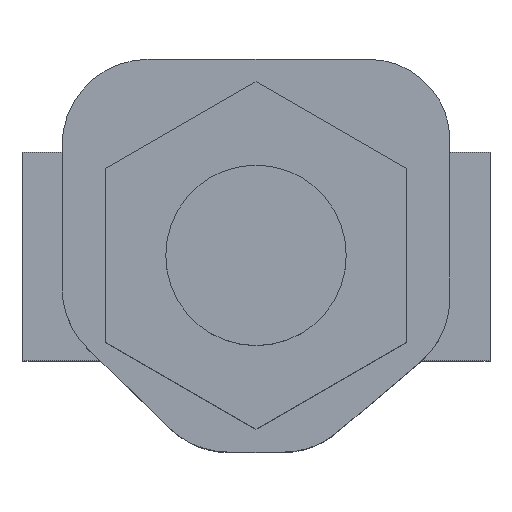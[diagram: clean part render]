
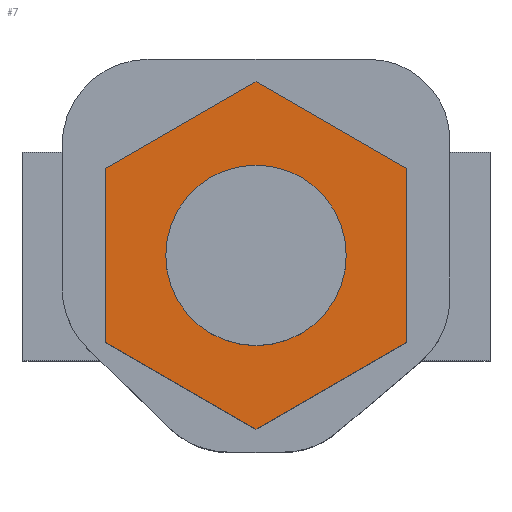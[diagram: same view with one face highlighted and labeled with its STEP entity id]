
A CAD part, top view. The second image highlights one B-rep face of the part: STEP entity #7.
In plain terms, the highlighted planar face has unit normal (0, 0, 1).
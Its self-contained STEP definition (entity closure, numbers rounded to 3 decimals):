
#7 = ADVANCED_FACE ( 'NONE', ( #887, #268 ), #872, .T. ) ;
#55 = CARTESIAN_POINT ( 'NONE',  ( 9., 5.196, 47.905 ) ) ;
#80 = DIRECTION ( 'NONE',  ( 0., 0., 1. ) ) ;
#133 = CIRCLE ( 'NONE', #1022, 5.4 ) ;
#156 = CARTESIAN_POINT ( 'NONE',  ( 9., 5.196, 47.905 ) ) ;
#187 = VECTOR ( 'NONE', #569, 1000. ) ;
#188 = DIRECTION ( 'NONE',  ( 0., -1., 0. ) ) ;
#246 = ORIENTED_EDGE ( 'NONE', *, *, #1483, .F. ) ;
#268 = FACE_OUTER_BOUND ( 'NONE', #1794, .T. ) ;
#273 = LINE ( 'NONE', #1323, #187 ) ;
#288 = CARTESIAN_POINT ( 'NONE',  ( -9., -5.196, 47.905 ) ) ;
#292 = VERTEX_POINT ( 'NONE', #1206 ) ;
#306 = CARTESIAN_POINT ( 'NONE',  ( 9., -5.196, 47.905 ) ) ;
#335 = CARTESIAN_POINT ( 'NONE',  ( 0., -10.392, 47.905 ) ) ;
#350 = DIRECTION ( 'NONE',  ( 1., 0., 0. ) ) ;
#361 = EDGE_CURVE ( 'NONE', #719, #1877, #133, .T. ) ;
#428 = ORIENTED_EDGE ( 'NONE', *, *, #451, .F. ) ;
#439 = VERTEX_POINT ( 'NONE', #1981 ) ;
#451 = EDGE_CURVE ( 'NONE', #292, #1273, #1220, .T. ) ;
#465 = CARTESIAN_POINT ( 'NONE',  ( 9., -5.196, 47.905 ) ) ;
#495 = LINE ( 'NONE', #335, #1555 ) ;
#563 = CARTESIAN_POINT ( 'NONE',  ( -9., 5.196, 47.905 ) ) ;
#569 = DIRECTION ( 'NONE',  ( 0.866, 0.5, 0. ) ) ;
#574 = EDGE_CURVE ( 'NONE', #1877, #719, #695, .T. ) ;
#590 = DIRECTION ( 'NONE',  ( 0., -1., 0. ) ) ;
#614 = VERTEX_POINT ( 'NONE', #1286 ) ;
#632 = DIRECTION ( 'NONE',  ( 0., 0., 1. ) ) ;
#670 = VECTOR ( 'NONE', #1940, 1000. ) ;
#695 = CIRCLE ( 'NONE', #1411, 5.4 ) ;
#706 = CARTESIAN_POINT ( 'NONE',  ( -5.4, 0., 47.905 ) ) ;
#719 = VERTEX_POINT ( 'NONE', #706 ) ;
#779 = CARTESIAN_POINT ( 'NONE',  ( 0., 0., 47.905 ) ) ;
#791 = CARTESIAN_POINT ( 'NONE',  ( 5.4, 0., 47.905 ) ) ;
#810 = DIRECTION ( 'NONE',  ( 1., 0., 0. ) ) ;
#822 = EDGE_LOOP ( 'NONE', ( #1010, #1277 ) ) ;
#872 = PLANE ( 'NONE',  #1899 ) ;
#887 = FACE_BOUND ( 'NONE', #822, .T. ) ;
#896 = ORIENTED_EDGE ( 'NONE', *, *, #1705, .F. ) ;
#922 = EDGE_CURVE ( 'NONE', #614, #439, #495, .T. ) ;
#943 = DIRECTION ( 'NONE',  ( -0.866, 0.5, 0. ) ) ;
#955 = VECTOR ( 'NONE', #1547, 1000. ) ;
#995 = EDGE_CURVE ( 'NONE', #1273, #1440, #1534, .T. ) ;
#1010 = ORIENTED_EDGE ( 'NONE', *, *, #361, .F. ) ;
#1022 = AXIS2_PLACEMENT_3D ( 'NONE', #779, #632, #350 ) ;
#1024 = DIRECTION ( 'NONE',  ( 0., 0., 1. ) ) ;
#1110 = LINE ( 'NONE', #465, #1578 ) ;
#1182 = VERTEX_POINT ( 'NONE', #1576 ) ;
#1206 = CARTESIAN_POINT ( 'NONE',  ( 0., 10.392, 47.905 ) ) ;
#1220 = LINE ( 'NONE', #1569, #955 ) ;
#1273 = VERTEX_POINT ( 'NONE', #55 ) ;
#1277 = ORIENTED_EDGE ( 'NONE', *, *, #574, .F. ) ;
#1286 = CARTESIAN_POINT ( 'NONE',  ( 0., -10.392, 47.905 ) ) ;
#1323 = CARTESIAN_POINT ( 'NONE',  ( -9., 5.196, 47.905 ) ) ;
#1411 = AXIS2_PLACEMENT_3D ( 'NONE', #1741, #80, #810 ) ;
#1440 = VERTEX_POINT ( 'NONE', #306 ) ;
#1483 = EDGE_CURVE ( 'NONE', #1182, #292, #273, .T. ) ;
#1534 = LINE ( 'NONE', #156, #1649 ) ;
#1547 = DIRECTION ( 'NONE',  ( 0.866, -0.5, 0. ) ) ;
#1555 = VECTOR ( 'NONE', #943, 1000. ) ;
#1569 = CARTESIAN_POINT ( 'NONE',  ( 0., 10.392, 47.905 ) ) ;
#1576 = CARTESIAN_POINT ( 'NONE',  ( -9., 5.196, 47.905 ) ) ;
#1578 = VECTOR ( 'NONE', #1865, 1000. ) ;
#1582 = ORIENTED_EDGE ( 'NONE', *, *, #995, .F. ) ;
#1649 = VECTOR ( 'NONE', #188, 1000. ) ;
#1705 = EDGE_CURVE ( 'NONE', #439, #1182, #1787, .T. ) ;
#1741 = CARTESIAN_POINT ( 'NONE',  ( 0., 0., 47.905 ) ) ;
#1744 = ORIENTED_EDGE ( 'NONE', *, *, #1971, .F. ) ;
#1787 = LINE ( 'NONE', #288, #670 ) ;
#1794 = EDGE_LOOP ( 'NONE', ( #1946, #1744, #1582, #428, #246, #896 ) ) ;
#1865 = DIRECTION ( 'NONE',  ( -0.866, -0.5, 0. ) ) ;
#1877 = VERTEX_POINT ( 'NONE', #791 ) ;
#1899 = AXIS2_PLACEMENT_3D ( 'NONE', #563, #1024, #590 ) ;
#1940 = DIRECTION ( 'NONE',  ( 0., 1., 0. ) ) ;
#1946 = ORIENTED_EDGE ( 'NONE', *, *, #922, .F. ) ;
#1971 = EDGE_CURVE ( 'NONE', #1440, #614, #1110, .T. ) ;
#1981 = CARTESIAN_POINT ( 'NONE',  ( -9., -5.196, 47.905 ) ) ;
